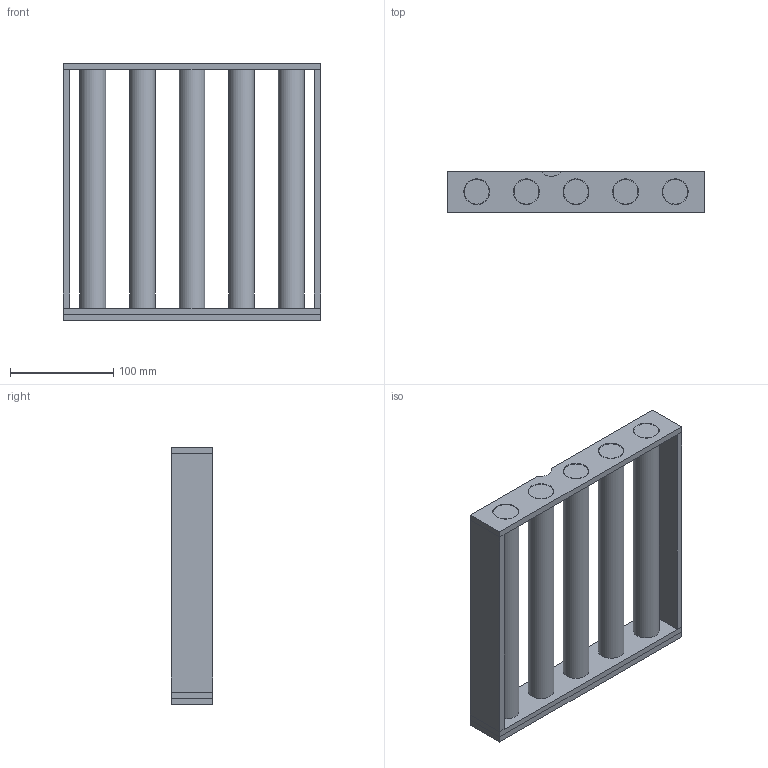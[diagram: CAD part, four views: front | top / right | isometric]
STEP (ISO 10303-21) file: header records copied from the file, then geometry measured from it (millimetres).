
FILE_DESCRIPTION(/* description */ (''),/* implementation_level */ '2;1');
FILE_NAME(/* name */ 'SEMR252538 A.stp',/* time_stamp */ '2020-11-02T11:53:06+01:00',/* author */ ('CR'),/* organization */ (''),/* preprocessor_version */ 'ST-DEVELOPER v18.1',/* originating_system */ 'Autodesk Inventor 2021',/* authorisation */ '');
FILE_SCHEMA (('AUTOMOTIVE_DESIGN { 1 0 10303 214 3 1 1 }'));
Length unit declared in the file: millimetre
Products named in the file (1): Part3
Bounding box: 249 x 40 x 249.4 mm (x, y, z)
Volume: 311689.7 mm3; surface area: 276498.6 mm2
Topology: 1 solids, 6 shells, 187 faces, 400 edges, 271 vertices
Faces by surface type: plane 115, cylinder 47, cone 15, torus 10
Full cylindrical faces by diameter (mm): 6.647 x5, 8 x5, 12.5 x5, 14 x5, 18 x5, 24 x5, 25 x15
Entity records: 5327 total; most frequent: CARTESIAN_POINT 924, DIRECTION 905, ORIENTED_EDGE 790, EDGE_CURVE 395, AXIS2_PLACEMENT_3D 357, VERTEX_POINT 271, EDGE_LOOP 250, LINE 191
